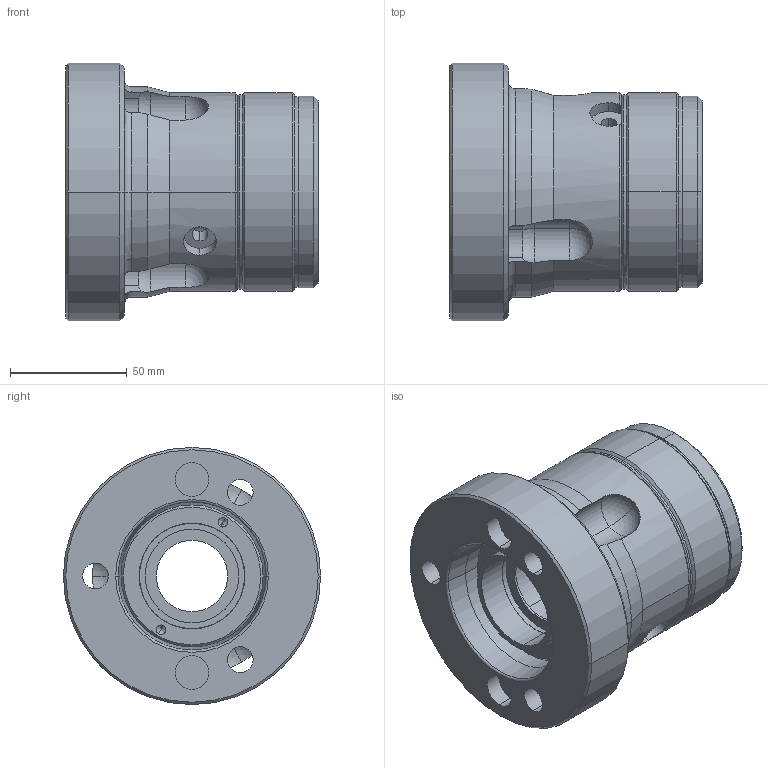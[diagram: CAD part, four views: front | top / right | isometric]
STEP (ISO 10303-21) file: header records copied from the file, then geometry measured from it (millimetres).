
FILE_DESCRIPTION (( 'STEP AP203' ), '1' );
FILE_NAME ('CF-CL-30A4.STEP', '2018-05-29T06:40:47', ( '' ), ( '' ), 'SwSTEP 2.0', 'SolidWorks 2016', '' );
FILE_SCHEMA (( 'CONFIG_CONTROL_DESIGN' ));
Length unit declared in the file: metre
Products named in the file (6): CL-30A4筒夾本體; CL-30筒夾前蓋; CL-30拉桿螺帽; CL-30壓環; CL-30筒夾襯套; CF-CL-30A4
Assembly tree (5 placements, depth 2):
  CF-CL-30A4
    CL-30A4筒夾本體
    CL-30筒夾襯套
    CL-30拉桿螺帽
    CL-30壓環
    CL-30筒夾前蓋
Bounding box: 107.8 x 110 x 110 mm (x, y, z)
Volume: 526817.3 mm3; surface area: 127187.6 mm2
Topology: 5 solids, 5 shells, 189 faces, 454 edges, 274 vertices
Faces by surface type: cylinder 91, cone 43, plane 35, sphere 12, torus 8
Entity records: 6518 total; most frequent: CARTESIAN_POINT 1478, DIRECTION 1018, ORIENTED_EDGE 856, AXIS2_PLACEMENT_3D 434, EDGE_CURVE 428, VERTEX_POINT 268, CIRCLE 237, EDGE_LOOP 228
